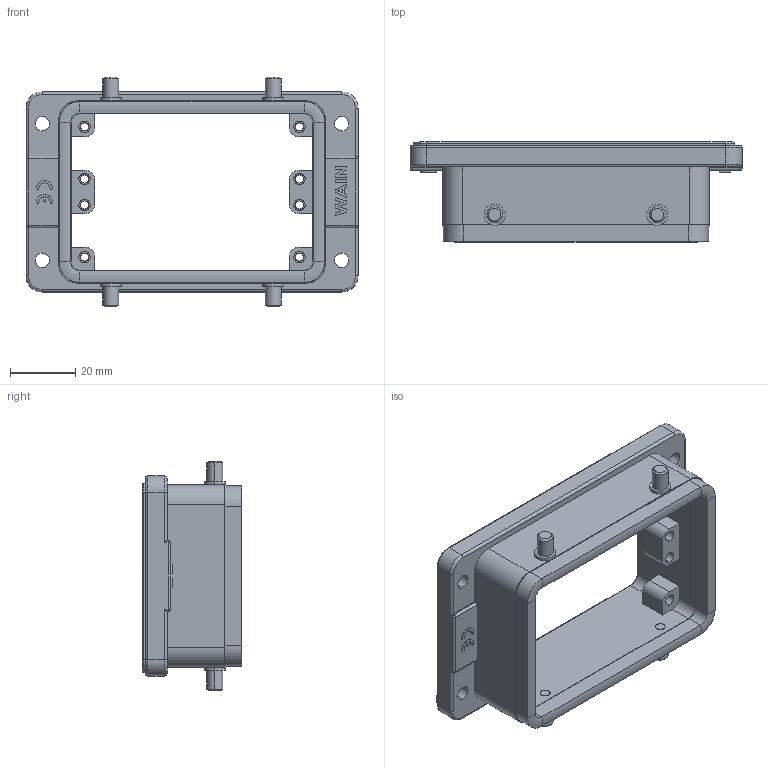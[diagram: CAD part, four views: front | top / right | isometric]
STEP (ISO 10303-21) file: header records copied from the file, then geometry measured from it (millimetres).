
FILE_DESCRIPTION(/* description */ (''),/* implementation_level */ '2;1');
FILE_NAME(/* name */ '3D_1101323301001_W32A-BK-4B_V1.1_stp.stp',/* time_stamp */ '2024-04-01T15:32:39+08:00',/* author */ (''),/* organization */ (''),/* preprocessor_version */ 'ST-DEVELOPER v18.1',/* originating_system */ 'SIEMENS PLM Software NX 1980',/* authorisation */ '');
FILE_SCHEMA (('AUTOMOTIVE_DESIGN { 1 0 10303 214 3 1 1 1 }'));
Length unit declared in the file: millimetre
Products named in the file (1): 3D_1101323301001_W32A-BK-4B_V1.0_stp
Bounding box: 102 x 30.63 x 70.6 mm (x, y, z)
Volume: 43710 mm3; surface area: 26982.7 mm2
Topology: 1 solids, 12 shells, 583 faces, 1572 edges, 1006 vertices
Faces by surface type: plane 256, cylinder 252, sphere 36, torus 27, cone 8, bspline 4
Entity records: 18488 total; most frequent: CARTESIAN_POINT 3453, DIRECTION 3293, ORIENTED_EDGE 3084, EDGE_CURVE 1542, AXIS2_PLACEMENT_3D 1221, VERTEX_POINT 1006, LINE 851, VECTOR 851
